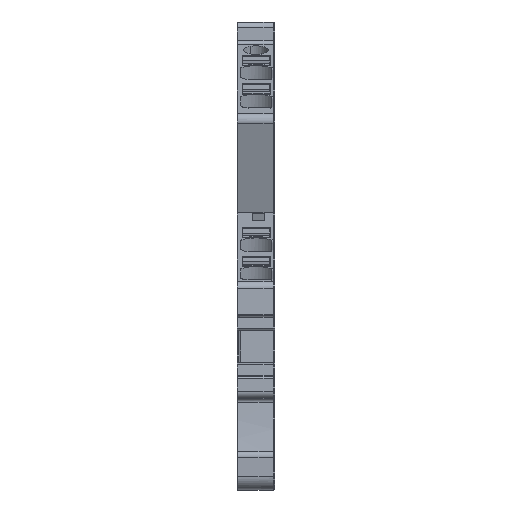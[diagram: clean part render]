
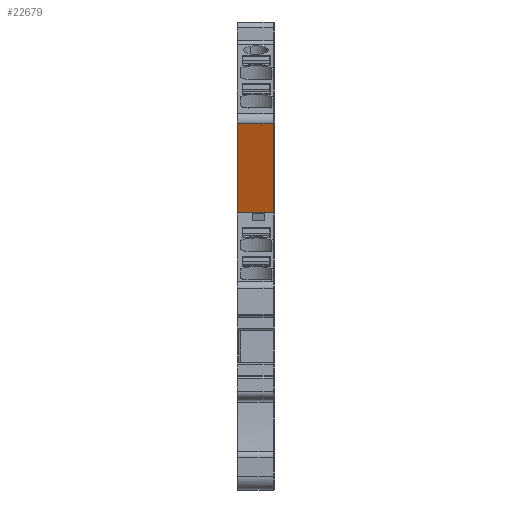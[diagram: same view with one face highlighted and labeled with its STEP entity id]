
A CAD part, front view. The second image highlights one B-rep face of the part: STEP entity #22679.
In plain terms, the highlighted planar face has unit normal (0, -0.94, -0.342).
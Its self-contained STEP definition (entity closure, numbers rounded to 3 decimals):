
#22659=AXIS2_PLACEMENT_3D('Plane Axis2P3D',#22656,#22657,#22658) ;
#1979=CARTESIAN_POINT('Vertex',(0.,27.856,37.739)) ;
#1982=CARTESIAN_POINT('Line Origine',(0.,25.633,43.847)) ;
#1986=CARTESIAN_POINT('Vertex',(0.,23.41,49.955)) ;
#22635=CARTESIAN_POINT('Line Origine',(2.55,23.41,49.955)) ;
#22639=CARTESIAN_POINT('Vertex',(4.9,23.41,49.955)) ;
#22656=CARTESIAN_POINT('Axis2P3D Location',(0.,23.41,49.955)) ;
#22661=CARTESIAN_POINT('Line Origine',(2.45,27.856,37.739)) ;
#22665=CARTESIAN_POINT('Vertex',(4.9,27.856,37.739)) ;
#22668=CARTESIAN_POINT('Line Origine',(4.9,25.633,43.847)) ;
#1983=DIRECTION('Vector Direction',(0.,0.342,-0.94)) ;
#22636=DIRECTION('Vector Direction',(1.,0.,0.)) ;
#22657=DIRECTION('Axis2P3D Direction',(0.,-0.94,-0.342)) ;
#22658=DIRECTION('Axis2P3D XDirection',(0.,0.342,-0.94)) ;
#22662=DIRECTION('Vector Direction',(-1.,0.,0.)) ;
#22669=DIRECTION('Vector Direction',(0.,-0.342,0.94)) ;
#1984=VECTOR('Line Direction',#1983,1.) ;
#22637=VECTOR('Line Direction',#22636,1.) ;
#22663=VECTOR('Line Direction',#22662,1.) ;
#22670=VECTOR('Line Direction',#22669,1.) ;
#22674=ORIENTED_EDGE('',*,*,#22641,.T.) ;
#22675=ORIENTED_EDGE('',*,*,#1988,.T.) ;
#22676=ORIENTED_EDGE('',*,*,#22667,.F.) ;
#22677=ORIENTED_EDGE('',*,*,#22672,.F.) ;
#22679=ADVANCED_FACE('V2',(#22678),#22660,.T.) ;
#1988=EDGE_CURVE('',#1987,#1980,#1985,.T.) ;
#22641=EDGE_CURVE('',#22640,#1987,#22638,.F.) ;
#22667=EDGE_CURVE('',#22666,#1980,#22664,.T.) ;
#22672=EDGE_CURVE('',#22640,#22666,#22671,.F.) ;
#22673=EDGE_LOOP('',(#22674,#22675,#22676,#22677)) ;
#22678=FACE_OUTER_BOUND('',#22673,.T.) ;
#1985=LINE('Line',#1982,#1984) ;
#22638=LINE('Line',#22635,#22637) ;
#22664=LINE('Line',#22661,#22663) ;
#22671=LINE('Line',#22668,#22670) ;
#22660=PLANE('',#22659) ;
#1980=VERTEX_POINT('',#1979) ;
#1987=VERTEX_POINT('',#1986) ;
#22640=VERTEX_POINT('',#22639) ;
#22666=VERTEX_POINT('',#22665) ;
